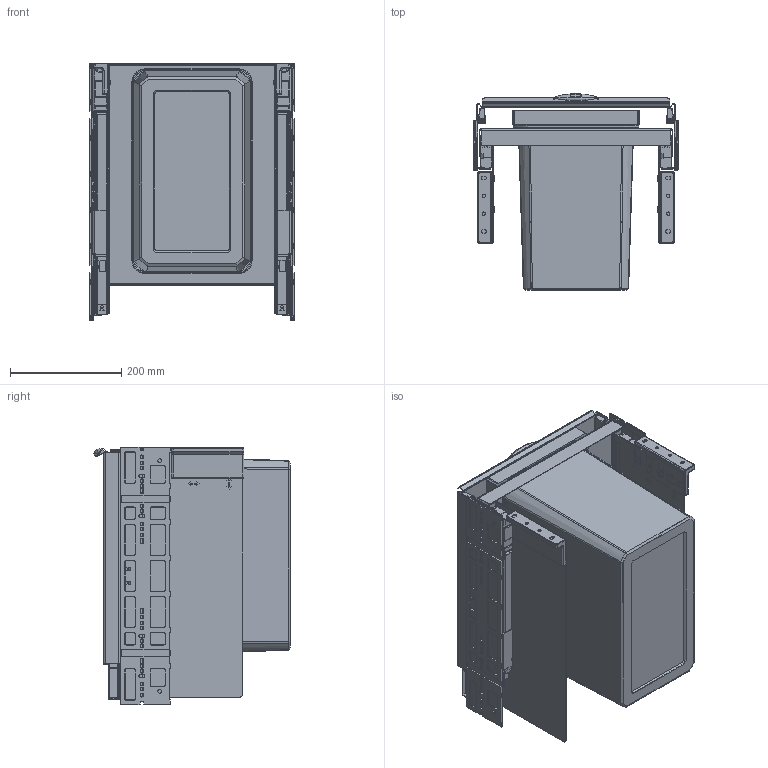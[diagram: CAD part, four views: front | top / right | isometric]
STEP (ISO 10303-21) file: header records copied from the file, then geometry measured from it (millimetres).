
FILE_DESCRIPTION(('STEP AP214'),'1');
FILE_NAME('8012310_V Cox Base 360 S_400-1.STP','2024-08-13T07:52:10',(' '),(' '),'Spatial InterOp 3D',' ',' ');
FILE_SCHEMA(('AUTOMOTIVE_DESIGN { 1 0 10303 214 1 1 1 1 }'));
Length unit declared in the file: millimetre
Products named in the file (1): 3D-Objekt
Bounding box: 368 x 353.08 x 464 mm (x, y, z)
Volume: 2994057.7 mm3; surface area: 2499631.1 mm2
Topology: 28 solids, 30 shells, 3968 faces, 10290 edges, 6402 vertices
Faces by surface type: plane 1672, cylinder 1546, torus 564, sphere 74, cone 62, bspline 50
Entity records: 130752 total; most frequent: CARTESIAN_POINT 24886, DIRECTION 21789, ORIENTED_EDGE 20432, EDGE_CURVE 10216, AXIS2_PLACEMENT_3D 7994, VERTEX_POINT 6402, LINE 5801, VECTOR 5801
